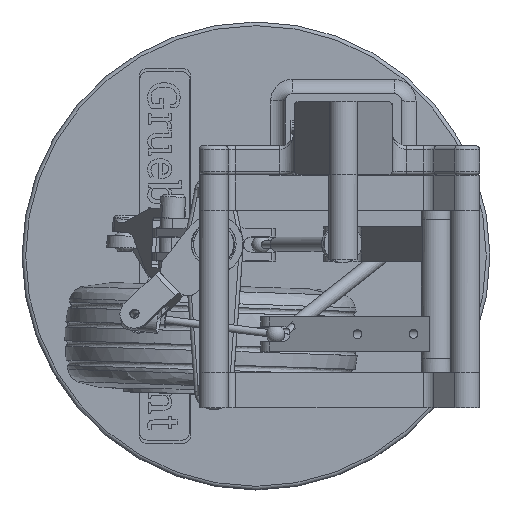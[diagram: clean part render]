
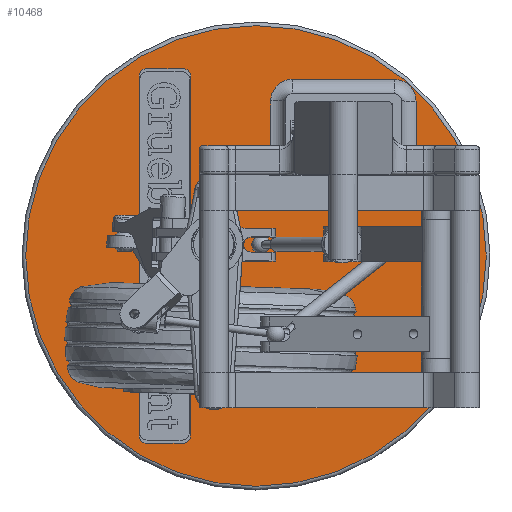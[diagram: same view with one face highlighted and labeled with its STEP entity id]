
A CAD part, top view. The second image highlights one B-rep face of the part: STEP entity #10468.
In plain terms, the highlighted planar face has unit normal (0, 0, 1).
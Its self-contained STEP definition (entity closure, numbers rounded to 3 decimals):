
#10468 = ADVANCED_FACE('',(#10469,#10539,#10550),#10620,.F.);
#10469 = FACE_BOUND('',#10470,.T.);
#10470 = EDGE_LOOP('',(#10471,#10482,#10490,#10499,#10507,#10516,#10524,
    #10533));
#10471 = ORIENTED_EDGE('',*,*,#10472,.F.);
#10472 = EDGE_CURVE('',#10473,#10475,#10477,.T.);
#10473 = VERTEX_POINT('',#10474);
#10474 = CARTESIAN_POINT('',(-62.549,-1.722,
    -69.149));
#10475 = VERTEX_POINT('',#10476);
#10476 = CARTESIAN_POINT('',(-64.136,-0.134,
    -69.149));
#10477 = CIRCLE('',#10478,1.588);
#10478 = AXIS2_PLACEMENT_3D('',#10479,#10480,#10481);
#10479 = CARTESIAN_POINT('',(-64.136,-1.721,
    -69.149));
#10480 = DIRECTION('',(0.,0.,1.));
#10481 = DIRECTION('',(-1.,0.,
    0.));
#10482 = ORIENTED_EDGE('',*,*,#10483,.F.);
#10483 = EDGE_CURVE('',#10484,#10473,#10486,.T.);
#10484 = VERTEX_POINT('',#10485);
#10485 = CARTESIAN_POINT('',(-62.575,-79.827,
    -69.149));
#10486 = LINE('',#10487,#10488);
#10487 = CARTESIAN_POINT('',(-62.562,-40.774,
    -69.149));
#10488 = VECTOR('',#10489,1.);
#10489 = DIRECTION('',(0.,1.,
    0.));
#10490 = ORIENTED_EDGE('',*,*,#10491,.F.);
#10491 = EDGE_CURVE('',#10492,#10484,#10494,.T.);
#10492 = VERTEX_POINT('',#10493);
#10493 = CARTESIAN_POINT('',(-64.163,-81.414,
    -69.149));
#10494 = CIRCLE('',#10495,1.588);
#10495 = AXIS2_PLACEMENT_3D('',#10496,#10497,#10498);
#10496 = CARTESIAN_POINT('',(-64.163,-79.826,
    -69.149));
#10497 = DIRECTION('',(0.,0.,1.));
#10498 = DIRECTION('',(-1.,0.,
    0.));
#10499 = ORIENTED_EDGE('',*,*,#10500,.T.);
#10500 = EDGE_CURVE('',#10492,#10501,#10503,.T.);
#10501 = VERTEX_POINT('',#10502);
#10502 = CARTESIAN_POINT('',(-72.164,-81.411,
    -69.149));
#10503 = LINE('',#10504,#10505);
#10504 = CARTESIAN_POINT('',(-68.164,-81.412,
    -69.149));
#10505 = VECTOR('',#10506,1.);
#10506 = DIRECTION('',(-1.,0.,
    0.));
#10507 = ORIENTED_EDGE('',*,*,#10508,.F.);
#10508 = EDGE_CURVE('',#10509,#10501,#10511,.T.);
#10509 = VERTEX_POINT('',#10510);
#10510 = CARTESIAN_POINT('',(-73.751,-79.823,
    -69.149));
#10511 = CIRCLE('',#10512,1.588);
#10512 = AXIS2_PLACEMENT_3D('',#10513,#10514,#10515);
#10513 = CARTESIAN_POINT('',(-72.164,-79.824,
    -69.149));
#10514 = DIRECTION('',(0.,0.,1.));
#10515 = DIRECTION('',(-1.,0.,
    0.));
#10516 = ORIENTED_EDGE('',*,*,#10517,.T.);
#10517 = EDGE_CURVE('',#10509,#10518,#10520,.T.);
#10518 = VERTEX_POINT('',#10519);
#10519 = CARTESIAN_POINT('',(-73.725,-1.718,
    -69.149));
#10520 = LINE('',#10521,#10522);
#10521 = CARTESIAN_POINT('',(-73.738,-40.771,
    -69.149));
#10522 = VECTOR('',#10523,1.);
#10523 = DIRECTION('',(0.,1.,
    0.));
#10524 = ORIENTED_EDGE('',*,*,#10525,.F.);
#10525 = EDGE_CURVE('',#10526,#10518,#10528,.T.);
#10526 = VERTEX_POINT('',#10527);
#10527 = CARTESIAN_POINT('',(-72.137,-0.131,
    -69.149));
#10528 = CIRCLE('',#10529,1.588);
#10529 = AXIS2_PLACEMENT_3D('',#10530,#10531,#10532);
#10530 = CARTESIAN_POINT('',(-72.137,-1.719,
    -69.149));
#10531 = DIRECTION('',(0.,0.,1.));
#10532 = DIRECTION('',(-1.,0.,
    0.));
#10533 = ORIENTED_EDGE('',*,*,#10534,.F.);
#10534 = EDGE_CURVE('',#10475,#10526,#10535,.T.);
#10535 = LINE('',#10536,#10537);
#10536 = CARTESIAN_POINT('',(-68.136,-0.132,
    -69.149));
#10537 = VECTOR('',#10538,1.);
#10538 = DIRECTION('',(-1.,0.,
    0.));
#10539 = FACE_BOUND('',#10540,.T.);
#10540 = EDGE_LOOP('',(#10541));
#10541 = ORIENTED_EDGE('',*,*,#10542,.F.);
#10542 = EDGE_CURVE('',#10543,#10543,#10545,.T.);
#10543 = VERTEX_POINT('',#10544);
#10544 = CARTESIAN_POINT('',(1.641,-40.796,
    -69.149));
#10545 = CIRCLE('',#10546,50.006);
#10546 = AXIS2_PLACEMENT_3D('',#10547,#10548,#10549);
#10547 = CARTESIAN_POINT('',(-48.365,-40.779,
    -69.149));
#10548 = DIRECTION('',(0.,0.,-1.));
#10549 = DIRECTION('',(1.,0.,
    0.));
#10550 = FACE_BOUND('',#10551,.T.);
#10551 = EDGE_LOOP('',(#10552,#10562,#10571,#10579,#10588,#10596,#10605,
    #10613));
#10552 = ORIENTED_EDGE('',*,*,#10553,.F.);
#10553 = EDGE_CURVE('',#10554,#10556,#10558,.T.);
#10554 = VERTEX_POINT('',#10555);
#10555 = CARTESIAN_POINT('',(-40.487,-28.717,
    -69.149));
#10556 = VERTEX_POINT('',#10557);
#10557 = CARTESIAN_POINT('',(-18.313,-28.724,
    -69.149));
#10558 = LINE('',#10559,#10560);
#10559 = CARTESIAN_POINT('',(-40.487,-28.717,
    -69.149));
#10560 = VECTOR('',#10561,1.);
#10561 = DIRECTION('',(1.,0.,
    0.));
#10562 = ORIENTED_EDGE('',*,*,#10563,.T.);
#10563 = EDGE_CURVE('',#10554,#10564,#10566,.T.);
#10564 = VERTEX_POINT('',#10565);
#10565 = CARTESIAN_POINT('',(-45.185,-24.016,
    -69.149));
#10566 = CIRCLE('',#10567,4.699);
#10567 = AXIS2_PLACEMENT_3D('',#10568,#10569,#10570);
#10568 = CARTESIAN_POINT('',(-40.486,-24.018,
    -69.149));
#10569 = DIRECTION('',(0.,0.,-1.));
#10570 = DIRECTION('',(1.,0.,
    0.));
#10571 = ORIENTED_EDGE('',*,*,#10572,.F.);
#10572 = EDGE_CURVE('',#10573,#10564,#10575,.T.);
#10573 = VERTEX_POINT('',#10574);
#10574 = CARTESIAN_POINT('',(-45.179,-7.125,
    -69.149));
#10575 = LINE('',#10576,#10577);
#10576 = CARTESIAN_POINT('',(-45.179,-7.125,
    -69.149));
#10577 = VECTOR('',#10578,1.);
#10578 = DIRECTION('',(0.,-1.,
    0.));
#10579 = ORIENTED_EDGE('',*,*,#10580,.T.);
#10580 = EDGE_CURVE('',#10573,#10581,#10583,.T.);
#10581 = VERTEX_POINT('',#10582);
#10582 = CARTESIAN_POINT('',(-40.478,-2.428,
    -69.149));
#10583 = CIRCLE('',#10584,4.699);
#10584 = AXIS2_PLACEMENT_3D('',#10585,#10586,#10587);
#10585 = CARTESIAN_POINT('',(-40.48,-7.127,
    -69.149));
#10586 = DIRECTION('',(0.,0.,-1.));
#10587 = DIRECTION('',(1.,0.,
    0.));
#10588 = ORIENTED_EDGE('',*,*,#10589,.T.);
#10589 = EDGE_CURVE('',#10581,#10590,#10592,.T.);
#10590 = VERTEX_POINT('',#10591);
#10591 = CARTESIAN_POINT('',(-18.304,-2.435,
    -69.149));
#10592 = LINE('',#10593,#10594);
#10593 = CARTESIAN_POINT('',(-48.352,-2.425,
    -69.149));
#10594 = VECTOR('',#10595,1.);
#10595 = DIRECTION('',(1.,0.,
    0.));
#10596 = ORIENTED_EDGE('',*,*,#10597,.T.);
#10597 = EDGE_CURVE('',#10590,#10598,#10600,.T.);
#10598 = VERTEX_POINT('',#10599);
#10599 = CARTESIAN_POINT('',(-13.607,-7.136,
    -69.149));
#10600 = CIRCLE('',#10601,4.699);
#10601 = AXIS2_PLACEMENT_3D('',#10602,#10603,#10604);
#10602 = CARTESIAN_POINT('',(-18.306,-7.134,
    -69.149));
#10603 = DIRECTION('',(0.,0.,-1.));
#10604 = DIRECTION('',(1.,0.,
    0.));
#10605 = ORIENTED_EDGE('',*,*,#10606,.T.);
#10606 = EDGE_CURVE('',#10598,#10607,#10609,.T.);
#10607 = VERTEX_POINT('',#10608);
#10608 = CARTESIAN_POINT('',(-13.612,-24.027,
    -69.149));
#10609 = LINE('',#10610,#10611);
#10610 = CARTESIAN_POINT('',(-13.618,-40.791,
    -69.149));
#10611 = VECTOR('',#10612,1.);
#10612 = DIRECTION('',(0.,-1.,
    0.));
#10613 = ORIENTED_EDGE('',*,*,#10614,.T.);
#10614 = EDGE_CURVE('',#10607,#10556,#10615,.T.);
#10615 = CIRCLE('',#10616,4.699);
#10616 = AXIS2_PLACEMENT_3D('',#10617,#10618,#10619);
#10617 = CARTESIAN_POINT('',(-18.311,-24.025,
    -69.149));
#10618 = DIRECTION('',(0.,0.,-1.));
#10619 = DIRECTION('',(1.,0.,
    0.));
#10620 = PLANE('',#10621);
#10621 = AXIS2_PLACEMENT_3D('',#10622,#10623,#10624);
#10622 = CARTESIAN_POINT('',(-48.365,-40.779,
    -69.149));
#10623 = DIRECTION('',(0.,0.,-1.));
#10624 = DIRECTION('',(0.,-1.,
    0.));
